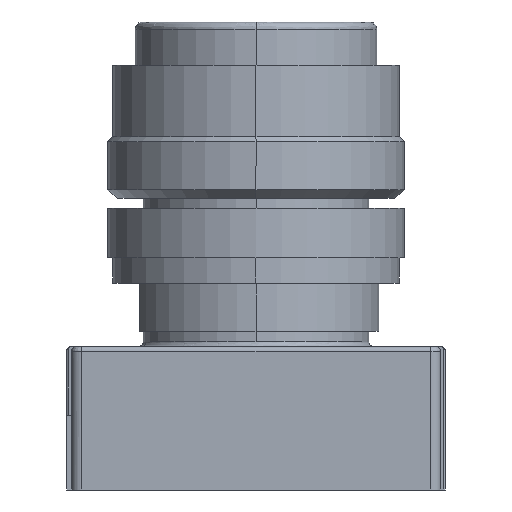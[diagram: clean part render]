
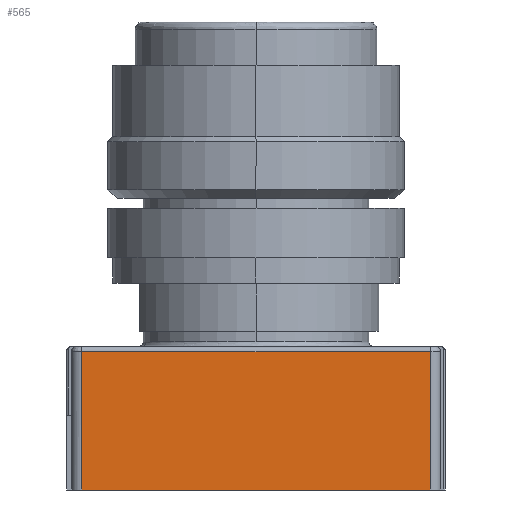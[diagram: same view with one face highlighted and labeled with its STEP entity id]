
A CAD part, left-side view. The second image highlights one B-rep face of the part: STEP entity #565.
In plain terms, the highlighted planar face has unit normal (-1, 0, 0).
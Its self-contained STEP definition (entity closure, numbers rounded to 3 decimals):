
#427 = DIRECTION ( 'NONE',  ( 0., 1., 0. ) ) ;
#565 = ADVANCED_FACE ( 'NONE', ( #10995 ), #1598, .T. ) ;
#571 = DIRECTION ( 'NONE',  ( 0., -1., 0. ) ) ;
#1554 = LINE ( 'NONE', #5734, #4659 ) ;
#1598 = PLANE ( 'NONE',  #2463 ) ;
#2463 = AXIS2_PLACEMENT_3D ( 'NONE', #5784, #9975, #571 ) ;
#2548 = CARTESIAN_POINT ( 'NONE',  ( -14.8, -17., 13.5 ) ) ;
#2807 = CARTESIAN_POINT ( 'NONE',  ( -14.8, -17., 0. ) ) ;
#3757 = CARTESIAN_POINT ( 'NONE',  ( -14.8, -0.25, 0. ) ) ;
#3828 = CARTESIAN_POINT ( 'NONE',  ( -14.8, 17., 6.75 ) ) ;
#4532 = EDGE_CURVE ( 'NONE', #10583, #10735, #5645, .T. ) ;
#4601 = CARTESIAN_POINT ( 'NONE',  ( -14.8, 17., 0. ) ) ;
#4659 = VECTOR ( 'NONE', #9930, 1000. ) ;
#5260 = CARTESIAN_POINT ( 'NONE',  ( -14.8, 17., 13.5 ) ) ;
#5402 = EDGE_CURVE ( 'NONE', #11387, #6578, #13187, .T. ) ;
#5620 = VECTOR ( 'NONE', #8012, 1000. ) ;
#5645 = LINE ( 'NONE', #9834, #12555 ) ;
#5734 = CARTESIAN_POINT ( 'NONE',  ( -14.8, -17., 6.75 ) ) ;
#5784 = CARTESIAN_POINT ( 'NONE',  ( -14.8, 17., 0. ) ) ;
#6235 = EDGE_CURVE ( 'NONE', #6578, #10583, #1554, .T. ) ;
#6578 = VERTEX_POINT ( 'NONE', #2807 ) ;
#7032 = ORIENTED_EDGE ( 'NONE', *, *, #5402, .T. ) ;
#7955 = DIRECTION ( 'NONE',  ( 0., -1., 0. ) ) ;
#8012 = DIRECTION ( 'NONE',  ( 0., 0., -1. ) ) ;
#9017 = VECTOR ( 'NONE', #7955, 1000. ) ;
#9834 = CARTESIAN_POINT ( 'NONE',  ( -14.8, 0., 13.5 ) ) ;
#9930 = DIRECTION ( 'NONE',  ( 0., 0., 1. ) ) ;
#9934 = ORIENTED_EDGE ( 'NONE', *, *, #4532, .T. ) ;
#9975 = DIRECTION ( 'NONE',  ( -1., 0., 0. ) ) ;
#10004 = ORIENTED_EDGE ( 'NONE', *, *, #6235, .T. ) ;
#10583 = VERTEX_POINT ( 'NONE', #2548 ) ;
#10735 = VERTEX_POINT ( 'NONE', #5260 ) ;
#10995 = FACE_OUTER_BOUND ( 'NONE', #13073, .T. ) ;
#11387 = VERTEX_POINT ( 'NONE', #4601 ) ;
#11947 = ORIENTED_EDGE ( 'NONE', *, *, #11978, .T. ) ;
#11978 = EDGE_CURVE ( 'NONE', #10735, #11387, #13250, .T. ) ;
#12555 = VECTOR ( 'NONE', #427, 1000. ) ;
#13073 = EDGE_LOOP ( 'NONE', ( #7032, #10004, #9934, #11947 ) ) ;
#13187 = LINE ( 'NONE', #3757, #9017 ) ;
#13250 = LINE ( 'NONE', #3828, #5620 ) ;
